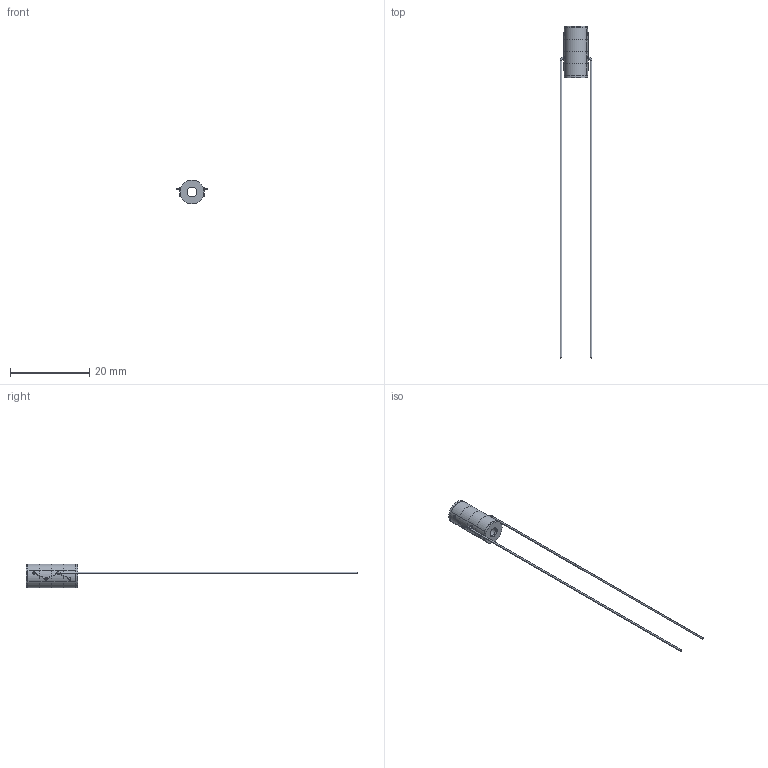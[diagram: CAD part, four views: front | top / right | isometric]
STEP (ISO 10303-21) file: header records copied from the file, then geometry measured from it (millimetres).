
FILE_DESCRIPTION (( 'STEP AP214' ), '1' );
FILE_NAME ('CTN014428.STEP', '2019-07-24T08:33:27', ( '' ), ( '' ), 'SwSTEP 2.0', 'SolidWorks 2018', '' );
FILE_SCHEMA (( 'AUTOMOTIVE_DESIGN' ));
Length unit declared in the file: millimetre
Products named in the file (1): CTN014428
Bounding box: 8.05 x 83.7 x 6 mm (x, y, z)
Volume: 329.3 mm3; surface area: 848.4 mm2
Topology: 3 solids, 3 shells, 150 faces, 428 edges, 284 vertices
Faces by surface type: cylinder 100, plane 34, bspline 12, torus 4
Entity records: 6947 total; most frequent: CARTESIAN_POINT 2383, ORIENTED_EDGE 856, DIRECTION 634, EDGE_CURVE 428, VERTEX_POINT 284, AXIS2_PLACEMENT_3D 255, EDGE_LOOP 168, B_SPLINE_CURVE_WITH_KNOTS 152
